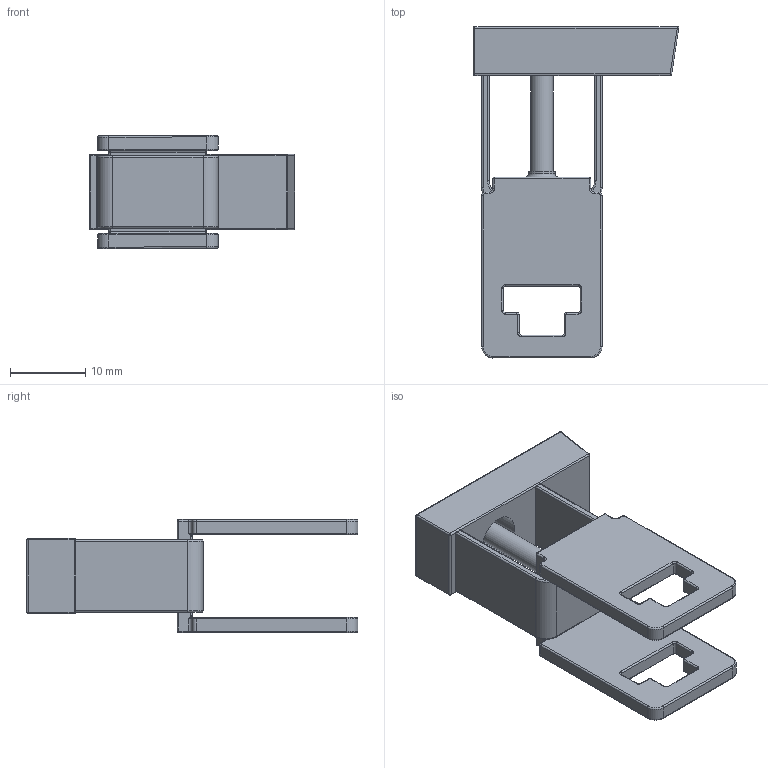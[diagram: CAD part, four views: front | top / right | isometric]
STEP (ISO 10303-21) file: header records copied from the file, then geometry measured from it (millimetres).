
FILE_DESCRIPTION(/* description */ (''),/* implementation_level */ '2;1');
FILE_NAME(/* name */ 'CENC35.stp',/* time_stamp */ '2016-07-29T10:24:54-04:00',/* author */ ('CAD Station'),/* organization */ (''),/* preprocessor_version */ 'ST-DEVELOPER v16.1',/* originating_system */ 'Autodesk Inventor 2016',/* authorisation */ '');
FILE_SCHEMA (('AUTOMOTIVE_DESIGN { 1 0 10303 214 3 1 1 }'));
Length unit declared in the file: millimetre
Products named in the file (5): CENC35_G; CENC35_M; CENC35_B; CENC35_Screw; CENC35
Assembly tree (4 placements, depth 2):
  CENC35
    CENC35_G
    CENC35_M
    CENC35_B
    CENC35_Screw
Bounding box: 27.27 x 44.06 x 15.01 mm (x, y, z)
Volume: 3739.9 mm3; surface area: 4813.1 mm2
Topology: 4 solids, 4 shells, 322 faces, 723 edges, 405 vertices
Faces by surface type: cylinder 145, torus 71, plane 70, bspline 20, sphere 16
Full cylindrical faces by diameter (mm): 3 x3, 3.5 x1, 6 x3
Entity records: 9327 total; most frequent: CARTESIAN_POINT 1984, DIRECTION 1690, ORIENTED_EDGE 1416, EDGE_CURVE 708, AXIS2_PLACEMENT_3D 695, VERTEX_POINT 404, CIRCLE 384, EDGE_LOOP 344
